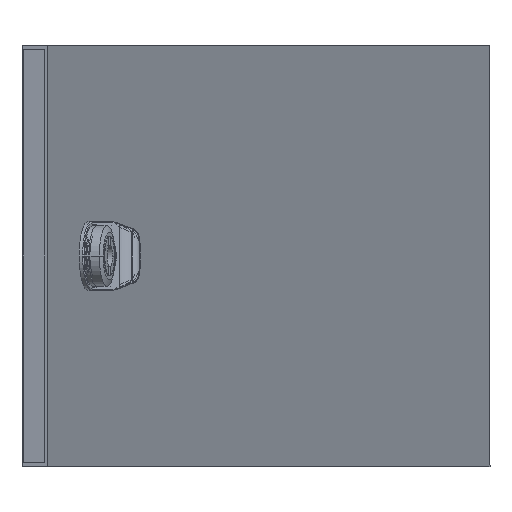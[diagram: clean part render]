
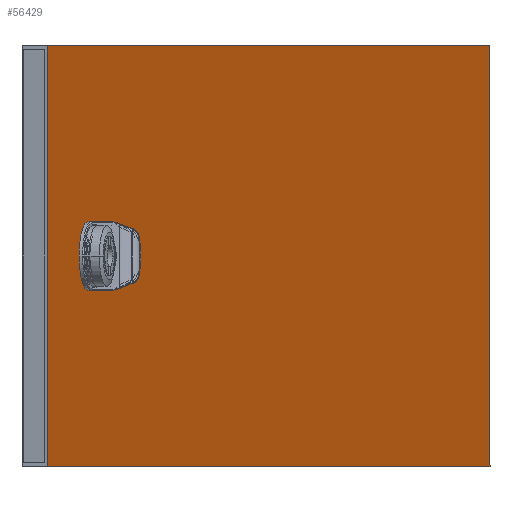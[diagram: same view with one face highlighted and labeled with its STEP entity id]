
A CAD part, front view. The second image highlights one B-rep face of the part: STEP entity #56429.
In plain terms, the highlighted planar face has unit normal (0.966, -0.259, 0).
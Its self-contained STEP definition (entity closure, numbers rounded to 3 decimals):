
#71 = CIRCLE ( 'NONE', #3856, 1. ) ;
#1011 = AXIS2_PLACEMENT_3D ( 'NONE', #11843, #2133, #34018 ) ;
#1063 = VERTEX_POINT ( 'NONE', #32476 ) ;
#1337 = EDGE_CURVE ( 'NONE', #36912, #1063, #36312, .T. ) ;
#1781 = CARTESIAN_POINT ( 'NONE',  ( -166.069, -613.752, 41. ) ) ;
#2133 = DIRECTION ( 'NONE',  ( -0.966, 0.259, 0. ) ) ;
#2511 = AXIS2_PLACEMENT_3D ( 'NONE', #46627, #6203, #56325 ) ;
#2591 = VERTEX_POINT ( 'NONE', #17265 ) ;
#3856 = AXIS2_PLACEMENT_3D ( 'NONE', #24366, #11051, #28199 ) ;
#3949 = DIRECTION ( 'NONE',  ( 0.259, 0.966, 0. ) ) ;
#4607 = CARTESIAN_POINT ( 'NONE',  ( -170.465, -630.174, 41. ) ) ;
#5618 = DIRECTION ( 'NONE',  ( -0.259, -0.966, 0. ) ) ;
#6203 = DIRECTION ( 'NONE',  ( 0.966, -0.259, 0. ) ) ;
#7132 = DIRECTION ( 'NONE',  ( -0.966, 0.259, 0. ) ) ;
#7723 = CIRCLE ( 'NONE', #22773, 16. ) ;
#10478 = EDGE_CURVE ( 'NONE', #12897, #26022, #55226, .T. ) ;
#10509 = LINE ( 'NONE', #27649, #30047 ) ;
#11051 = DIRECTION ( 'NONE',  ( 0.966, -0.259, 0. ) ) ;
#11262 = EDGE_LOOP ( 'NONE', ( #23602, #31354, #48940, #39773, #43500, #38977, #36810, #35862 ) ) ;
#11414 = CARTESIAN_POINT ( 'NONE',  ( -166.259, -614.461, 9.579 ) ) ;
#11533 = VECTOR ( 'NONE', #55827, 1000. ) ;
#11843 = CARTESIAN_POINT ( 'NONE',  ( -167.362, -618.582, 25. ) ) ;
#11944 = CARTESIAN_POINT ( 'NONE',  ( -174.602, -645.63, 41. ) ) ;
#12897 = VERTEX_POINT ( 'NONE', #50918 ) ;
#13289 = VERTEX_POINT ( 'NONE', #15057 ) ;
#13545 = ORIENTED_EDGE ( 'NONE', *, *, #10478, .F. ) ;
#13864 = CARTESIAN_POINT ( 'NONE',  ( -86.298, -315.744, -73. ) ) ;
#13964 = DIRECTION ( 'NONE',  ( 0., 0., -1. ) ) ;
#15045 = FACE_OUTER_BOUND ( 'NONE', #31954, .T. ) ;
#15057 = CARTESIAN_POINT ( 'NONE',  ( -166.069, -613.752, 39.457 ) ) ;
#15076 = EDGE_CURVE ( 'NONE', #24631, #18151, #25830, .T. ) ;
#15096 = CARTESIAN_POINT ( 'NONE',  ( -166.259, -614.461, 40.421 ) ) ;
#15687 = DIRECTION ( 'NONE',  ( 0., 0., -1. ) ) ;
#16796 = VERTEX_POINT ( 'NONE', #54512 ) ;
#17228 = AXIS2_PLACEMENT_3D ( 'NONE', #54723, #27252, #13964 ) ;
#17265 = CARTESIAN_POINT ( 'NONE',  ( -189.082, -699.726, 123. ) ) ;
#18151 = VERTEX_POINT ( 'NONE', #49971 ) ;
#18871 = CARTESIAN_POINT ( 'NONE',  ( -174.602, -645.63, 9. ) ) ;
#19334 = VERTEX_POINT ( 'NONE', #15096 ) ;
#19472 = EDGE_CURVE ( 'NONE', #18151, #19334, #7723, .T. ) ;
#19782 = VECTOR ( 'NONE', #3949, 1000. ) ;
#20742 = CARTESIAN_POINT ( 'NONE',  ( -167.362, -618.582, 9. ) ) ;
#21607 = LINE ( 'NONE', #31335, #31222 ) ;
#22773 = AXIS2_PLACEMENT_3D ( 'NONE', #43151, #7132, #15687 ) ;
#23602 = ORIENTED_EDGE ( 'NONE', *, *, #47389, .T. ) ;
#24366 = CARTESIAN_POINT ( 'NONE',  ( -166.328, -614.718, 39.457 ) ) ;
#24631 = VERTEX_POINT ( 'NONE', #4607 ) ;
#25216 = CARTESIAN_POINT ( 'NONE',  ( -189.082, -699.726, -73. ) ) ;
#25336 = EDGE_CURVE ( 'NONE', #51656, #12897, #10509, .T. ) ;
#25498 = CARTESIAN_POINT ( 'NONE',  ( -166.328, -614.718, 10.543 ) ) ;
#25830 = LINE ( 'NONE', #11944, #19782 ) ;
#25894 = LINE ( 'NONE', #58067, #41690 ) ;
#26022 = VERTEX_POINT ( 'NONE', #25216 ) ;
#27252 = DIRECTION ( 'NONE',  ( -0.966, 0.259, 0. ) ) ;
#27649 = CARTESIAN_POINT ( 'NONE',  ( 16.486, 68.237, 25. ) ) ;
#27992 = ORIENTED_EDGE ( 'NONE', *, *, #25336, .F. ) ;
#28199 = DIRECTION ( 'NONE',  ( 0., 0., -1. ) ) ;
#30047 = VECTOR ( 'NONE', #41236, 1000. ) ;
#31222 = VECTOR ( 'NONE', #39641, 1000. ) ;
#31335 = CARTESIAN_POINT ( 'NONE',  ( -189.082, -699.726, 25. ) ) ;
#31354 = ORIENTED_EDGE ( 'NONE', *, *, #49179, .F. ) ;
#31954 = EDGE_LOOP ( 'NONE', ( #32810, #13545, #27992, #41683 ) ) ;
#32476 = CARTESIAN_POINT ( 'NONE',  ( -170.465, -630.174, 9. ) ) ;
#32810 = ORIENTED_EDGE ( 'NONE', *, *, #38033, .F. ) ;
#33083 = PLANE ( 'NONE',  #2511 ) ;
#33322 = AXIS2_PLACEMENT_3D ( 'NONE', #25498, #43514, #52659 ) ;
#33614 = EDGE_CURVE ( 'NONE', #50177, #36912, #49982, .T. ) ;
#34018 = DIRECTION ( 'NONE',  ( 0., 0., -1. ) ) ;
#34255 = VECTOR ( 'NONE', #54905, 1000. ) ;
#34573 = EDGE_CURVE ( 'NONE', #13289, #19334, #71, .T. ) ;
#35862 = ORIENTED_EDGE ( 'NONE', *, *, #34573, .F. ) ;
#35909 = DIRECTION ( 'NONE',  ( 0.259, 0.966, 0. ) ) ;
#35998 = EDGE_CURVE ( 'NONE', #2591, #51656, #25894, .T. ) ;
#36312 = LINE ( 'NONE', #18871, #34255 ) ;
#36810 = ORIENTED_EDGE ( 'NONE', *, *, #19472, .T. ) ;
#36912 = VERTEX_POINT ( 'NONE', #20742 ) ;
#38033 = EDGE_CURVE ( 'NONE', #26022, #2591, #21607, .T. ) ;
#38977 = ORIENTED_EDGE ( 'NONE', *, *, #15076, .T. ) ;
#39641 = DIRECTION ( 'NONE',  ( 0., 0., 1. ) ) ;
#39773 = ORIENTED_EDGE ( 'NONE', *, *, #1337, .T. ) ;
#41236 = DIRECTION ( 'NONE',  ( 0., 0., -1. ) ) ;
#41683 = ORIENTED_EDGE ( 'NONE', *, *, #35998, .F. ) ;
#41690 = VECTOR ( 'NONE', #35909, 1000. ) ;
#42257 = LINE ( 'NONE', #1781, #11533 ) ;
#43151 = CARTESIAN_POINT ( 'NONE',  ( -167.362, -618.582, 25. ) ) ;
#43500 = ORIENTED_EDGE ( 'NONE', *, *, #47907, .T. ) ;
#43514 = DIRECTION ( 'NONE',  ( 0.966, -0.259, 0. ) ) ;
#46627 = CARTESIAN_POINT ( 'NONE',  ( -86.298, -315.744, 25. ) ) ;
#47389 = EDGE_CURVE ( 'NONE', #13289, #16796, #42257, .T. ) ;
#47907 = EDGE_CURVE ( 'NONE', #1063, #24631, #52079, .T. ) ;
#48940 = ORIENTED_EDGE ( 'NONE', *, *, #33614, .T. ) ;
#49179 = EDGE_CURVE ( 'NONE', #50177, #16796, #54023, .T. ) ;
#49971 = CARTESIAN_POINT ( 'NONE',  ( -167.362, -618.582, 41. ) ) ;
#49982 = CIRCLE ( 'NONE', #1011, 16. ) ;
#50177 = VERTEX_POINT ( 'NONE', #11414 ) ;
#50918 = CARTESIAN_POINT ( 'NONE',  ( 16.486, 68.237, -73. ) ) ;
#51656 = VERTEX_POINT ( 'NONE', #57483 ) ;
#52079 = CIRCLE ( 'NONE', #17228, 16. ) ;
#52659 = DIRECTION ( 'NONE',  ( 0., 0., 1. ) ) ;
#53347 = VECTOR ( 'NONE', #5618, 1000. ) ;
#54023 = CIRCLE ( 'NONE', #33322, 1. ) ;
#54512 = CARTESIAN_POINT ( 'NONE',  ( -166.069, -613.752, 10.543 ) ) ;
#54723 = CARTESIAN_POINT ( 'NONE',  ( -170.465, -630.174, 25. ) ) ;
#54905 = DIRECTION ( 'NONE',  ( -0.259, -0.966, 0. ) ) ;
#55226 = LINE ( 'NONE', #13864, #53347 ) ;
#55526 = FACE_BOUND ( 'NONE', #11262, .T. ) ;
#55827 = DIRECTION ( 'NONE',  ( 0., 0., -1. ) ) ;
#56325 = DIRECTION ( 'NONE',  ( 0.259, 0.966, 0. ) ) ;
#56429 = ADVANCED_FACE ( 'NONE', ( #55526, #15045 ), #33083, .T. ) ;
#57483 = CARTESIAN_POINT ( 'NONE',  ( 16.486, 68.237, 123. ) ) ;
#58067 = CARTESIAN_POINT ( 'NONE',  ( -86.298, -315.744, 123. ) ) ;
